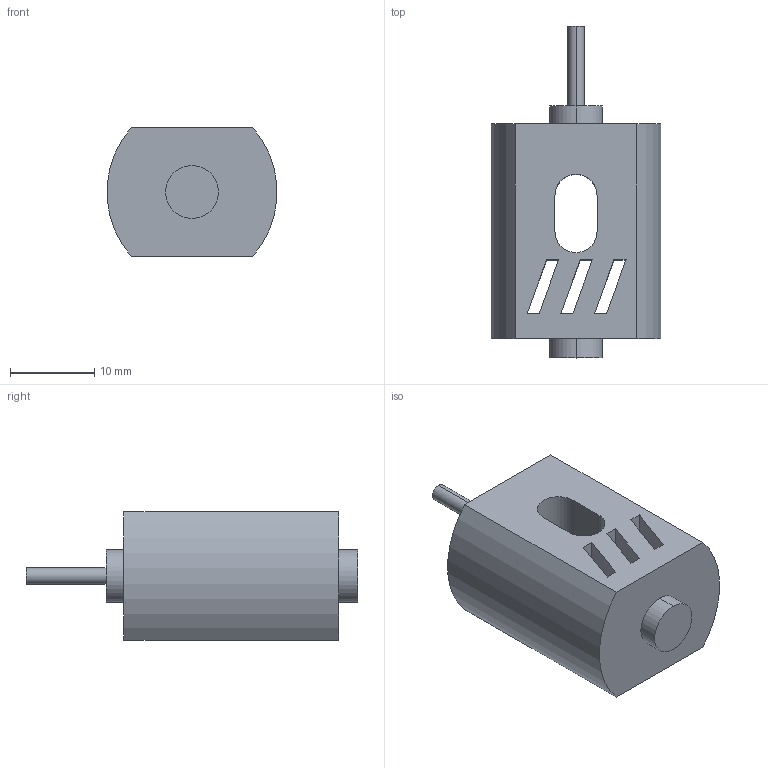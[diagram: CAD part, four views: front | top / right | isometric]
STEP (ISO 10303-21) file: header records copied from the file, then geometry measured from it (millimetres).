
FILE_DESCRIPTION (( 'STEP AP203' ), '1' );
FILE_NAME ('130_Nerf_Motor_OFD.STEP', '2022-08-08T13:44:35', ( '' ), ( '' ), 'SwSTEP 2.0', 'SolidWorks 2020', '' );
FILE_SCHEMA (( 'CONFIG_CONTROL_DESIGN' ));
Length unit declared in the file: millimetre
Products named in the file (1): 130_Nerf_Motor_OFD
Bounding box: 20.13 x 39.43 x 15.25 mm (x, y, z)
Volume: 6242.2 mm3; surface area: 3371.3 mm2
Topology: 1 solids, 1 shells, 37 faces, 90 edges, 60 vertices
Faces by surface type: plane 23, cylinder 14
Entity records: 1185 total; most frequent: DIRECTION 194, CARTESIAN_POINT 188, ORIENTED_EDGE 180, EDGE_CURVE 90, AXIS2_PLACEMENT_3D 66, VECTOR 62, LINE 62, VERTEX_POINT 60
